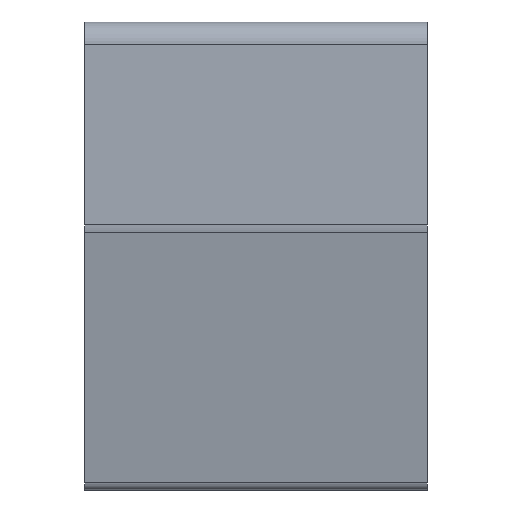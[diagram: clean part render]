
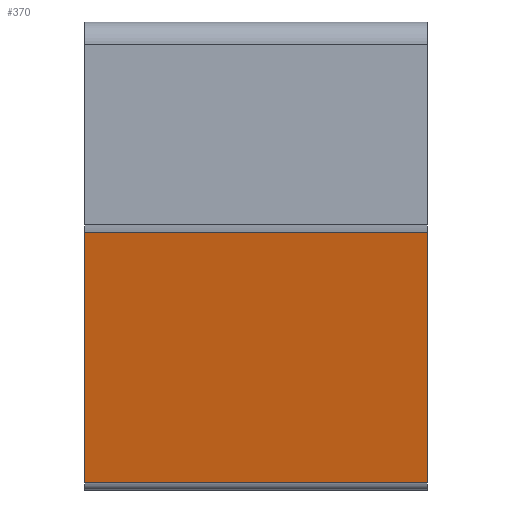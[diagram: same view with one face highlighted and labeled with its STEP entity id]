
A CAD part, front view. The second image highlights one B-rep face of the part: STEP entity #370.
In plain terms, the highlighted planar face has unit normal (0, -0.985, -0.174).
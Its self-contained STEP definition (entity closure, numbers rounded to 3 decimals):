
#37=FACE_OUTER_BOUND('',#57,.T.);
#57=EDGE_LOOP('',(#300,#301,#302,#303));
#70=LINE('',#587,#102);
#86=LINE('',#638,#118);
#87=LINE('',#641,#119);
#88=LINE('',#642,#120);
#102=VECTOR('',#465,10.);
#118=VECTOR('',#521,10.);
#119=VECTOR('',#524,10.);
#120=VECTOR('',#525,10.);
#164=VERTEX_POINT('',#584);
#165=VERTEX_POINT('',#586);
#180=VERTEX_POINT('',#636);
#181=VERTEX_POINT('',#640);
#200=EDGE_CURVE('',#165,#164,#70,.T.);
#226=EDGE_CURVE('',#180,#164,#86,.T.);
#227=EDGE_CURVE('',#180,#181,#87,.T.);
#228=EDGE_CURVE('',#181,#165,#88,.T.);
#300=ORIENTED_EDGE('',*,*,#227,.T.);
#301=ORIENTED_EDGE('',*,*,#228,.T.);
#302=ORIENTED_EDGE('',*,*,#200,.T.);
#303=ORIENTED_EDGE('',*,*,#226,.F.);
#354=PLANE('',#428);
#370=ADVANCED_FACE('',(#37),#354,.T.);
#428=AXIS2_PLACEMENT_3D('',#639,#522,#523);
#465=DIRECTION('',(0.,-0.174,0.985));
#521=DIRECTION('',(1.,0.,0.));
#522=DIRECTION('center_axis',(0.,-0.985,-0.174));
#523=DIRECTION('ref_axis',(0.,0.174,-0.985));
#524=DIRECTION('',(0.,0.174,-0.985));
#525=DIRECTION('',(1.,0.,0.));
#584=CARTESIAN_POINT('',(15.,-9.689,-16.026));
#586=CARTESIAN_POINT('',(15.,-5.827,-37.93));
#587=CARTESIAN_POINT('',(15.,-9.689,-16.026));
#636=CARTESIAN_POINT('',(-15.,-9.689,-16.026));
#638=CARTESIAN_POINT('',(0.,-9.689,-16.026));
#639=CARTESIAN_POINT('Origin',(0.,-9.689,-16.026));
#640=CARTESIAN_POINT('',(-15.,-5.827,-37.93));
#641=CARTESIAN_POINT('',(-15.,-9.689,-16.026));
#642=CARTESIAN_POINT('',(0.,-5.827,-37.93));
